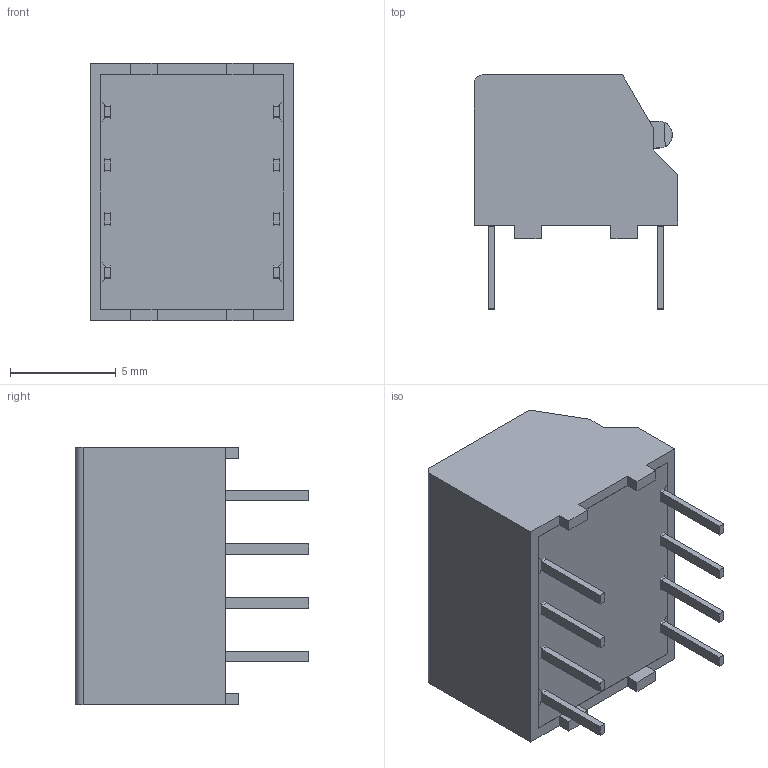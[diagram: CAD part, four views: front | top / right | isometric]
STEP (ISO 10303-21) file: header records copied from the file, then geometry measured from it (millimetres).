
FILE_DESCRIPTION((''),'2;1');
FILE_NAME('76PSB04ST_SW0002','2019-10-29T',('erenkor'),(''),'PRO/ENGINEER BY PARAMETRIC TECHNOLOGY CORPORATION, 2016100','PRO/ENGINEER BY PARAMETRIC TECHNOLOGY CORPORATION, 2016100','');
FILE_SCHEMA(('CONFIG_CONTROL_DESIGN'));
Length unit declared in the file: inch
Products named in the file (1): 76PSB04ST_SW0002
Bounding box: 9.65 x 11.07 x 12.19 mm (x, y, z)
Surface area: 872.1 mm2 (no closed solid volume)
Topology: 0 solids, 23 shells, 157 faces, 650 edges, 512 vertices
Faces by surface type: plane 128, cylinder 29
Entity records: 6890 total; most frequent: CARTESIAN_POINT 1671, DIRECTION 986, ORIENTED_EDGE 972, EDGE_CURVE 650, VECTOR 532, LINE 532, VERTEX_POINT 512, AXIS2_PLACEMENT_3D 227
